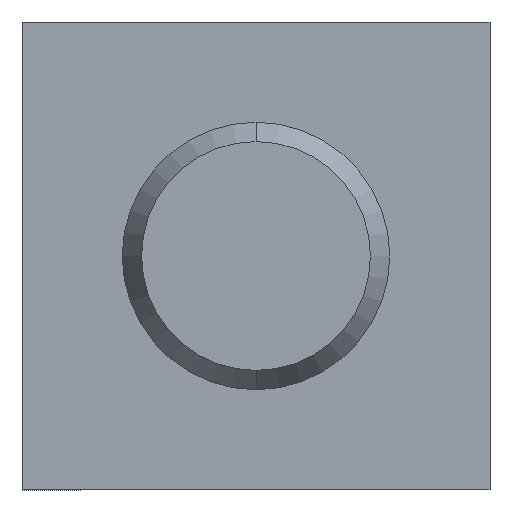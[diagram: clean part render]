
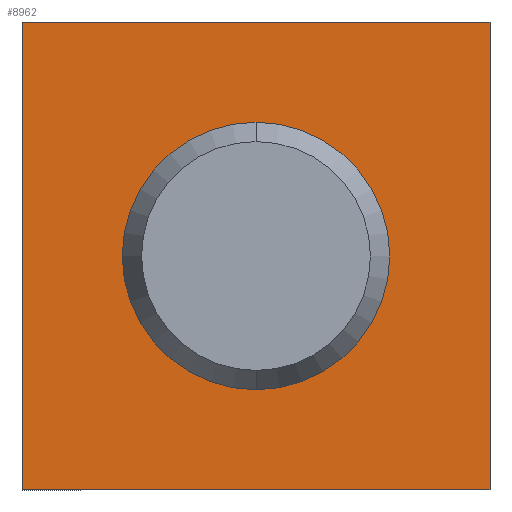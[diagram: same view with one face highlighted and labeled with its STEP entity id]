
A CAD part, front view. The second image highlights one B-rep face of the part: STEP entity #8962.
In plain terms, the highlighted planar face has unit normal (0, -1, 0).
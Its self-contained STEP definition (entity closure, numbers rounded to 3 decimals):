
#111 = EDGE_CURVE ( 'NONE', #11414, #6247, #12917, .T. ) ;
#171 = AXIS2_PLACEMENT_3D ( 'NONE', #11125, #8876, #2045 ) ;
#630 = VECTOR ( 'NONE', #9508, 1000. ) ;
#808 = CARTESIAN_POINT ( 'NONE',  ( 0., 0., -4. ) ) ;
#1269 = CARTESIAN_POINT ( 'NONE',  ( 0., 0., 0. ) ) ;
#1669 = CIRCLE ( 'NONE', #7212, 4. ) ;
#1717 = EDGE_CURVE ( 'NONE', #5312, #6247, #13960, .T. ) ;
#2045 = DIRECTION ( 'NONE',  ( 0., 0., -1. ) ) ;
#2173 = VERTEX_POINT ( 'NONE', #808 ) ;
#2179 = LINE ( 'NONE', #13922, #2353 ) ;
#2353 = VECTOR ( 'NONE', #12493, 1000. ) ;
#3031 = EDGE_CURVE ( 'NONE', #2173, #5052, #1669, .T. ) ;
#3199 = CARTESIAN_POINT ( 'NONE',  ( 0., 0., 0. ) ) ;
#3952 = VERTEX_POINT ( 'NONE', #12891 ) ;
#4170 = EDGE_CURVE ( 'NONE', #3952, #11414, #2179, .T. ) ;
#4683 = PLANE ( 'NONE',  #14284 ) ;
#5052 = VERTEX_POINT ( 'NONE', #11163 ) ;
#5104 = DIRECTION ( 'NONE',  ( 1., 0., 0. ) ) ;
#5201 = FACE_BOUND ( 'NONE', #12776, .T. ) ;
#5312 = VERTEX_POINT ( 'NONE', #9518 ) ;
#5477 = DIRECTION ( 'NONE',  ( 0., 0., -1. ) ) ;
#5732 = EDGE_CURVE ( 'NONE', #5052, #2173, #9118, .T. ) ;
#5951 = ORIENTED_EDGE ( 'NONE', *, *, #4170, .F. ) ;
#6247 = VERTEX_POINT ( 'NONE', #13536 ) ;
#6249 = CARTESIAN_POINT ( 'NONE',  ( 7., 0., -7. ) ) ;
#6576 = DIRECTION ( 'NONE',  ( 0., -1., 0. ) ) ;
#7037 = DIRECTION ( 'NONE',  ( 0., 0., -1. ) ) ;
#7212 = AXIS2_PLACEMENT_3D ( 'NONE', #3199, #6576, #5477 ) ;
#7662 = EDGE_CURVE ( 'NONE', #3952, #5312, #8271, .T. ) ;
#7741 = VECTOR ( 'NONE', #5104, 1000. ) ;
#7783 = ORIENTED_EDGE ( 'NONE', *, *, #3031, .F. ) ;
#7908 = FACE_OUTER_BOUND ( 'NONE', #14349, .T. ) ;
#8271 = LINE ( 'NONE', #11796, #7741 ) ;
#8401 = CARTESIAN_POINT ( 'NONE',  ( -7., 0., 7. ) ) ;
#8696 = DIRECTION ( 'NONE',  ( 0., 0., 1. ) ) ;
#8876 = DIRECTION ( 'NONE',  ( 0., -1., 0. ) ) ;
#8887 = ORIENTED_EDGE ( 'NONE', *, *, #111, .F. ) ;
#8962 = ADVANCED_FACE ( 'NONE', ( #5201, #7908 ), #4683, .T. ) ;
#9118 = CIRCLE ( 'NONE', #171, 4. ) ;
#9240 = DIRECTION ( 'NONE',  ( 0., -1., 0. ) ) ;
#9508 = DIRECTION ( 'NONE',  ( 1., 0., 0. ) ) ;
#9518 = CARTESIAN_POINT ( 'NONE',  ( 7., 0., -7. ) ) ;
#9710 = VECTOR ( 'NONE', #8696, 1000. ) ;
#11125 = CARTESIAN_POINT ( 'NONE',  ( 0., 0., 0. ) ) ;
#11163 = CARTESIAN_POINT ( 'NONE',  ( 0., 0., 4. ) ) ;
#11414 = VERTEX_POINT ( 'NONE', #11989 ) ;
#11796 = CARTESIAN_POINT ( 'NONE',  ( -7., 0., -7. ) ) ;
#11989 = CARTESIAN_POINT ( 'NONE',  ( -7., 0., 7. ) ) ;
#12223 = ORIENTED_EDGE ( 'NONE', *, *, #5732, .F. ) ;
#12493 = DIRECTION ( 'NONE',  ( 0., 0., 1. ) ) ;
#12776 = EDGE_LOOP ( 'NONE', ( #12223, #7783 ) ) ;
#12891 = CARTESIAN_POINT ( 'NONE',  ( -7., 0., -7. ) ) ;
#12917 = LINE ( 'NONE', #8401, #630 ) ;
#13536 = CARTESIAN_POINT ( 'NONE',  ( 7., 0., 7. ) ) ;
#13922 = CARTESIAN_POINT ( 'NONE',  ( -7., 0., -7. ) ) ;
#13960 = LINE ( 'NONE', #6249, #9710 ) ;
#14054 = ORIENTED_EDGE ( 'NONE', *, *, #1717, .T. ) ;
#14098 = ORIENTED_EDGE ( 'NONE', *, *, #7662, .T. ) ;
#14284 = AXIS2_PLACEMENT_3D ( 'NONE', #1269, #9240, #7037 ) ;
#14349 = EDGE_LOOP ( 'NONE', ( #14098, #14054, #8887, #5951 ) ) ;
